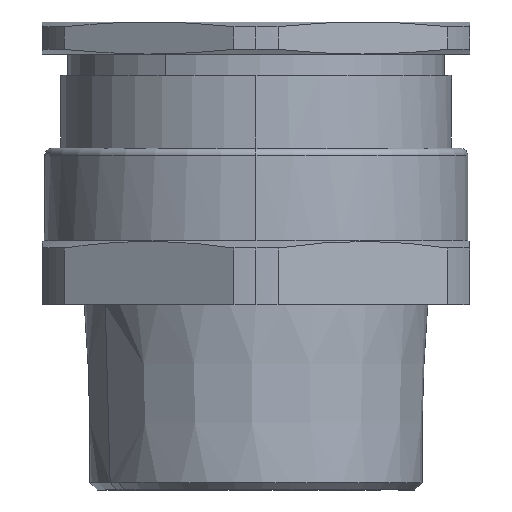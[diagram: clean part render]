
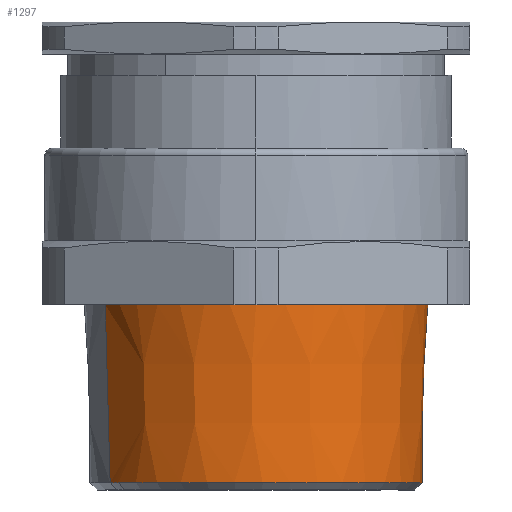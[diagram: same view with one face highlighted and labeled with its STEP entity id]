
A CAD part, front view. The second image highlights one B-rep face of the part: STEP entity #1297.
In plain terms, the highlighted conical face has half-angle 1.78 degrees and reference radius 23.322 mm.
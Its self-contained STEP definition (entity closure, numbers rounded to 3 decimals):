
#1159=AXIS2_PLACEMENT_3D('Circle Axis2P3D',#1157,#1158,$) ;
#1176=AXIS2_PLACEMENT_3D('Circle Axis2P3D',#1174,#1175,$) ;
#1261=AXIS2_PLACEMENT_3D('Cone Axis2P3D',#1258,#1259,#1260) ;
#1272=AXIS2_PLACEMENT_3D('Circle Axis2P3D',#1270,#1271,$) ;
#1279=AXIS2_PLACEMENT_3D('Circle Axis2P3D',#1277,#1278,$) ;
#1147=CARTESIAN_POINT('Vertex',(10.656,19.914,1.032)) ;
#1154=CARTESIAN_POINT('Vertex',(50.495,44.197,1.032)) ;
#1157=CARTESIAN_POINT('Axis2P3D Location',(30.,33.,1.032)) ;
#1174=CARTESIAN_POINT('Axis2P3D Location',(30.,33.,1.032)) ;
#1178=CARTESIAN_POINT('Vertex',(9.505,21.803,1.032)) ;
#1258=CARTESIAN_POINT('Axis2P3D Location',(30.,33.,0.)) ;
#1263=CARTESIAN_POINT('Line Origine',(13669.908,7484.516,499383.501)) ;
#1267=CARTESIAN_POINT('Vertex',(51.176,44.569,26.)) ;
#1270=CARTESIAN_POINT('Axis2P3D Location',(30.,33.,26.)) ;
#1274=CARTESIAN_POINT('Vertex',(30.,8.87,26.)) ;
#1277=CARTESIAN_POINT('Axis2P3D Location',(30.,33.,26.)) ;
#1281=CARTESIAN_POINT('Vertex',(8.824,21.431,26.)) ;
#1284=CARTESIAN_POINT('Line Origine',(-13609.908,-7418.516,499383.501)) ;
#1158=DIRECTION('Axis2P3D Direction',(0.,0.,1.)) ;
#1175=DIRECTION('Axis2P3D Direction',(0.,0.,1.)) ;
#1259=DIRECTION('Axis2P3D Direction',(0.,0.,1.)) ;
#1260=DIRECTION('Axis2P3D XDirection',(-0.878,-0.479,0.)) ;
#1264=DIRECTION('Vector Direction',(0.027,0.015,1.)) ;
#1271=DIRECTION('Axis2P3D Direction',(0.,0.,1.)) ;
#1278=DIRECTION('Axis2P3D Direction',(0.,0.,1.)) ;
#1285=DIRECTION('Vector Direction',(-0.027,-0.015,1.)) ;
#1265=VECTOR('Line Direction',#1264,1.) ;
#1286=VECTOR('Line Direction',#1285,1.) ;
#1290=ORIENTED_EDGE('',*,*,#1269,.T.) ;
#1291=ORIENTED_EDGE('',*,*,#1276,.T.) ;
#1292=ORIENTED_EDGE('',*,*,#1283,.T.) ;
#1293=ORIENTED_EDGE('',*,*,#1288,.F.) ;
#1294=ORIENTED_EDGE('',*,*,#1180,.T.) ;
#1295=ORIENTED_EDGE('',*,*,#1161,.T.) ;
#1297=ADVANCED_FACE('Part4.1\\Koerper.2',(#1296),#1262,.T.) ;
#1160=CIRCLE('generated circle',#1159,23.354) ;
#1177=CIRCLE('generated circle',#1176,23.354) ;
#1273=CIRCLE('generated circle',#1272,24.13) ;
#1280=CIRCLE('generated circle',#1279,24.13) ;
#1262=CONICAL_SURFACE('Cone',#1261,23.322,0.031) ;
#1161=EDGE_CURVE('',#1148,#1155,#1160,.T.) ;
#1180=EDGE_CURVE('',#1179,#1148,#1177,.T.) ;
#1269=EDGE_CURVE('',#1155,#1268,#1266,.T.) ;
#1276=EDGE_CURVE('',#1268,#1275,#1273,.F.) ;
#1283=EDGE_CURVE('',#1275,#1282,#1280,.F.) ;
#1288=EDGE_CURVE('',#1179,#1282,#1287,.T.) ;
#1289=EDGE_LOOP('',(#1290,#1291,#1292,#1293,#1294,#1295)) ;
#1296=FACE_OUTER_BOUND('',#1289,.T.) ;
#1266=LINE('Line',#1263,#1265) ;
#1287=LINE('Line',#1284,#1286) ;
#1148=VERTEX_POINT('',#1147) ;
#1155=VERTEX_POINT('',#1154) ;
#1179=VERTEX_POINT('',#1178) ;
#1268=VERTEX_POINT('',#1267) ;
#1275=VERTEX_POINT('',#1274) ;
#1282=VERTEX_POINT('',#1281) ;
